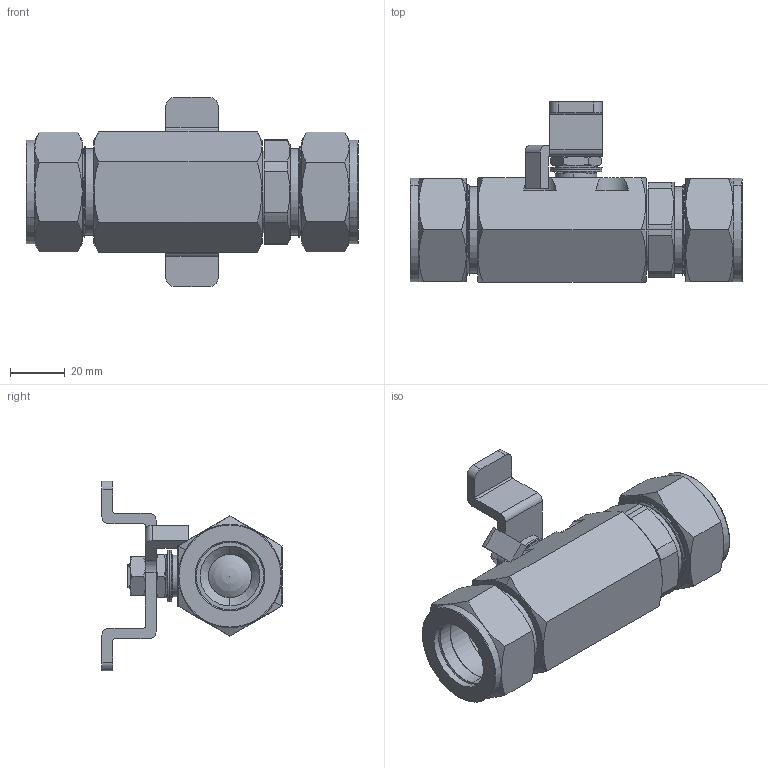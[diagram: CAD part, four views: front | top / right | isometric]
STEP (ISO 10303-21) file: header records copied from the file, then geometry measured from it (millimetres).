
FILE_DESCRIPTION (( 'STEP AP203' ), '1' );
FILE_NAME ('8206XXC16W.step', '2018-03-12T16:34:54', ( '' ), ( '' ), 'SwSTEP 2.0', 'SolidWorks 2017', '' );
FILE_SCHEMA (( 'CONFIG_CONTROL_DESIGN' ));
Products named in the file (1): 8206XXC16W
Bounding box: 121.45 x 65.89 x 69.34 mm (x, y, z)
Volume: 108686.5 mm3; surface area: 61474.2 mm2
Topology: 20 solids, 20 shells, 631 faces, 1590 edges, 1011 vertices
Faces by surface type: cylinder 252, plane 177, cone 135, bspline 53, torus 12, sphere 2
Entity records: 41401 total; most frequent: CARTESIAN_POINT 27385, ORIENTED_EDGE 3168, DIRECTION 2641, EDGE_CURVE 1584, AXIS2_PLACEMENT_3D 1029, VERTEX_POINT 1007, EDGE_LOOP 687, ADVANCED_FACE 631
